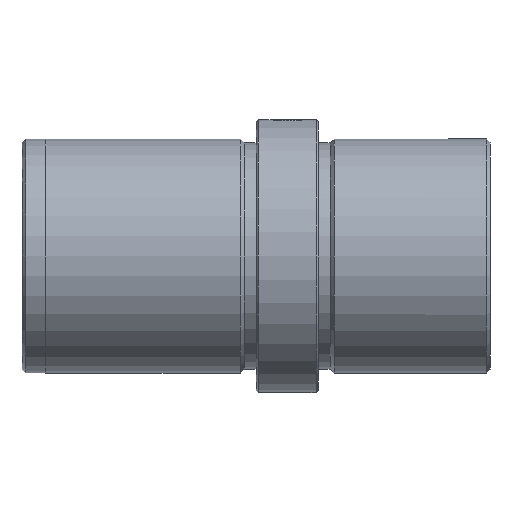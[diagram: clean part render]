
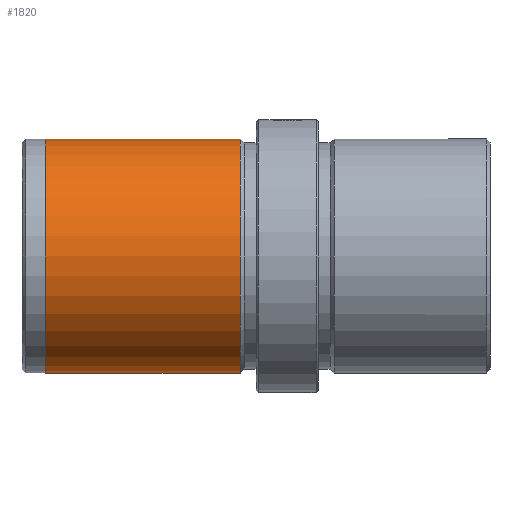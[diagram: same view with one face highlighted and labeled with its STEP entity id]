
A CAD part, left-side view. The second image highlights one B-rep face of the part: STEP entity #1820.
In plain terms, the highlighted cylindrical face has radius 15 mm (diameter 30 mm), a partial arc.
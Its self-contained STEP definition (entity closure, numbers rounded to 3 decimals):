
#19 = DIRECTION ( 'NONE',  ( 0., 0., -1. ) ) ;
#110 = AXIS2_PLACEMENT_3D ( 'NONE', #1805, #858, #1970 ) ;
#182 = VERTEX_POINT ( 'NONE', #741 ) ;
#192 = AXIS2_PLACEMENT_3D ( 'NONE', #1220, #268, #1387 ) ;
#232 = DIRECTION ( 'NONE',  ( 0., -1., 0. ) ) ;
#244 = ORIENTED_EDGE ( 'NONE', *, *, #670, .F. ) ;
#268 = DIRECTION ( 'NONE',  ( 0., -1., 0. ) ) ;
#269 = EDGE_CURVE ( 'NONE', #571, #182, #334, .T. ) ;
#334 = LINE ( 'NONE', #1189, #1500 ) ;
#571 = VERTEX_POINT ( 'NONE', #1677 ) ;
#609 = VERTEX_POINT ( 'NONE', #1844 ) ;
#670 = EDGE_CURVE ( 'NONE', #182, #609, #1429, .T. ) ;
#680 = ORIENTED_EDGE ( 'NONE', *, *, #1012, .T. ) ;
#707 = CYLINDRICAL_SURFACE ( 'NONE', #1765, 15. ) ;
#741 = CARTESIAN_POINT ( 'NONE',  ( 0., 32., 15. ) ) ;
#795 = LINE ( 'NONE', #2051, #1143 ) ;
#858 = DIRECTION ( 'NONE',  ( 0., -1., 0. ) ) ;
#977 = EDGE_LOOP ( 'NONE', ( #2028, #1497, #680, #244 ) ) ;
#996 = CARTESIAN_POINT ( 'NONE',  ( 0., 0., 0. ) ) ;
#1001 = VERTEX_POINT ( 'NONE', #1885 ) ;
#1012 = EDGE_CURVE ( 'NONE', #1001, #609, #795, .T. ) ;
#1141 = DIRECTION ( 'NONE',  ( 0., -1., 0. ) ) ;
#1143 = VECTOR ( 'NONE', #1568, 1000. ) ;
#1189 = CARTESIAN_POINT ( 'NONE',  ( 0., 0., 15. ) ) ;
#1220 = CARTESIAN_POINT ( 'NONE',  ( 0., 32., 0. ) ) ;
#1387 = DIRECTION ( 'NONE',  ( 0., 0., -1. ) ) ;
#1429 = CIRCLE ( 'NONE', #192, 15. ) ;
#1497 = ORIENTED_EDGE ( 'NONE', *, *, #1884, .T. ) ;
#1500 = VECTOR ( 'NONE', #232, 1000. ) ;
#1568 = DIRECTION ( 'NONE',  ( 0., -1., 0. ) ) ;
#1677 = CARTESIAN_POINT ( 'NONE',  ( 0., 57., 15. ) ) ;
#1765 = AXIS2_PLACEMENT_3D ( 'NONE', #996, #1141, #19 ) ;
#1805 = CARTESIAN_POINT ( 'NONE',  ( 0., 57., 0. ) ) ;
#1820 = ADVANCED_FACE ( 'NONE', ( #1969 ), #707, .T. ) ;
#1844 = CARTESIAN_POINT ( 'NONE',  ( 0., 32., -15. ) ) ;
#1884 = EDGE_CURVE ( 'NONE', #571, #1001, #1888, .T. ) ;
#1885 = CARTESIAN_POINT ( 'NONE',  ( 0., 57., -15. ) ) ;
#1888 = CIRCLE ( 'NONE', #110, 15. ) ;
#1969 = FACE_OUTER_BOUND ( 'NONE', #977, .T. ) ;
#1970 = DIRECTION ( 'NONE',  ( 0., 0., -1. ) ) ;
#2028 = ORIENTED_EDGE ( 'NONE', *, *, #269, .F. ) ;
#2051 = CARTESIAN_POINT ( 'NONE',  ( 0., 0., -15. ) ) ;
